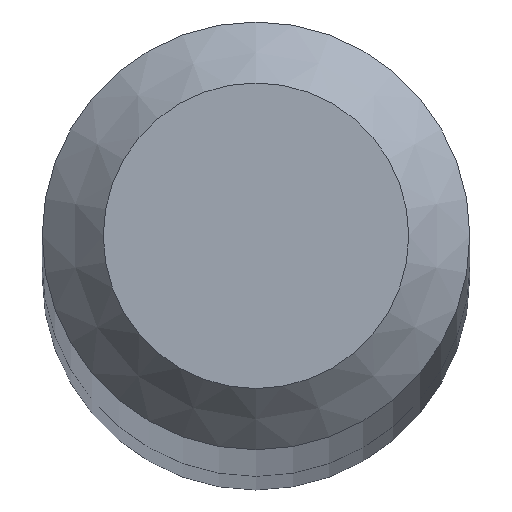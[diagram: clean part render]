
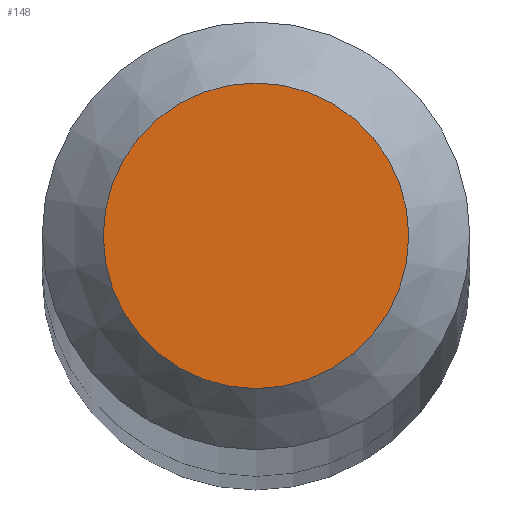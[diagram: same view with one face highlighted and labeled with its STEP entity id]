
A CAD part, top view. The second image highlights one B-rep face of the part: STEP entity #148.
In plain terms, the highlighted planar face has unit normal (0, 0, 1).
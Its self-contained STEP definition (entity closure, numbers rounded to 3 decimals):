
#4 = AXIS2_PLACEMENT_3D ( 'NONE', #110, #177, #194 ) ;
#11 = FACE_OUTER_BOUND ( 'NONE', #52, .T. ) ;
#12 = CIRCLE ( 'NONE', #4, 0.25 ) ;
#28 = CARTESIAN_POINT ( 'NONE',  ( 0., 0., 38. ) ) ;
#40 = AXIS2_PLACEMENT_3D ( 'NONE', #28, #131, #113 ) ;
#45 = CARTESIAN_POINT ( 'NONE',  ( 0., 0.25, 38. ) ) ;
#52 = EDGE_LOOP ( 'NONE', ( #181 ) ) ;
#61 = EDGE_CURVE ( 'NONE', #152, #152, #12, .T. ) ;
#110 = CARTESIAN_POINT ( 'NONE',  ( 0., 0., 38. ) ) ;
#113 = DIRECTION ( 'NONE',  ( 0., 1., 0. ) ) ;
#131 = DIRECTION ( 'NONE',  ( 0., 0., -1. ) ) ;
#148 = ADVANCED_FACE ( 'NONE', ( #11 ), #165, .F. ) ;
#152 = VERTEX_POINT ( 'NONE', #45 ) ;
#165 = PLANE ( 'NONE',  #40 ) ;
#177 = DIRECTION ( 'NONE',  ( 0., 0., -1. ) ) ;
#181 = ORIENTED_EDGE ( 'NONE', *, *, #61, .F. ) ;
#194 = DIRECTION ( 'NONE',  ( 0., 1., 0. ) ) ;
